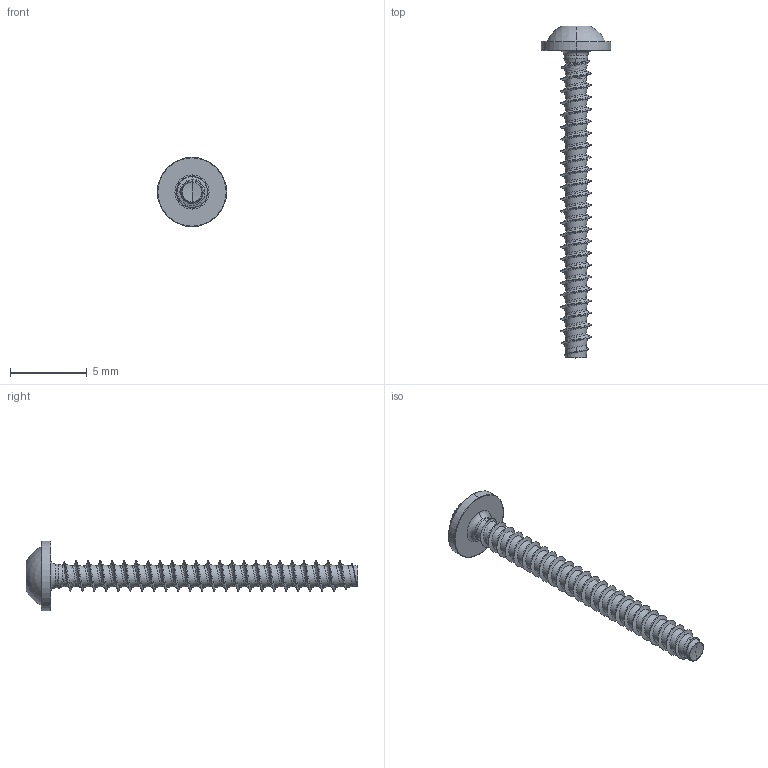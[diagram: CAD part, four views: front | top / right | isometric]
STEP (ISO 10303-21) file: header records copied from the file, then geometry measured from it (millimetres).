
FILE_DESCRIPTION (( 'STEP AP203' ), '1' );
FILE_NAME ('STP380200200.STEP', '2017-08-15T17:22:05', ( '' ), ( '' ), 'SwSTEP 2.0', 'SolidWorks 2015', '' );
FILE_SCHEMA (( 'CONFIG_CONTROL_DESIGN' ));
Products named in the file (1): STP380200200
Bounding box: 4.5 x 21.6 x 4.5 mm (x, y, z)
Volume: 50.3 mm3; surface area: 194.1 mm2
Topology: 1 solids, 1 shells, 133 faces, 344 edges, 214 vertices
Faces by surface type: cylinder 74, bspline 35, cone 9, torus 8, sphere 4, plane 3
Entity records: 32493 total; most frequent: CARTESIAN_POINT 29698, ORIENTED_EDGE 684, DIRECTION 417, EDGE_CURVE 342, VERTEX_POINT 214, AXIS2_PLACEMENT_3D 165, B_SPLINE_CURVE_WITH_KNOTS 139, EDGE_LOOP 136
